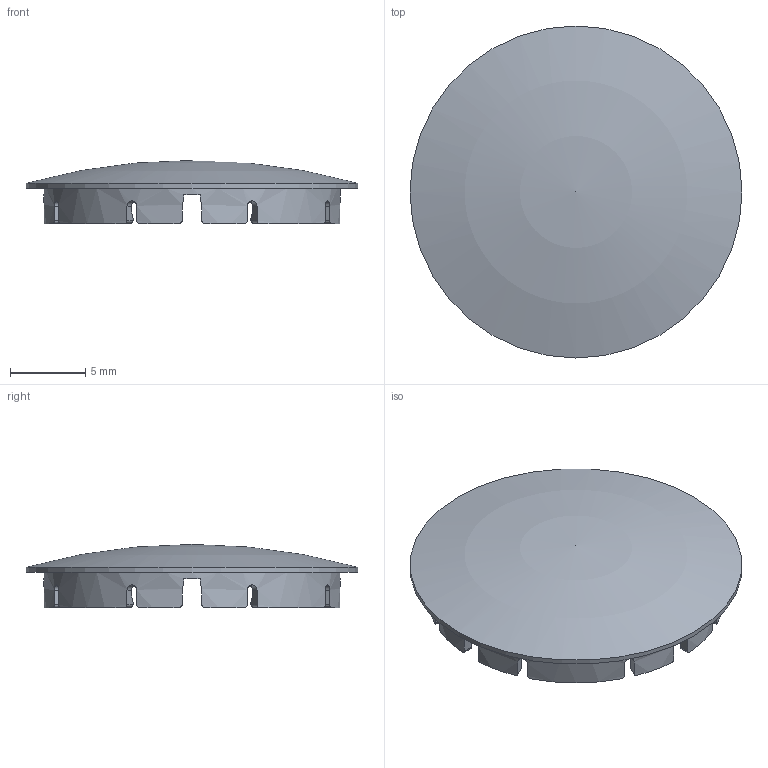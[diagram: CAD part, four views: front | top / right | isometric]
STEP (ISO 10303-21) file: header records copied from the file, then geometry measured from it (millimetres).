
FILE_DESCRIPTION(/* description */ (''),/* implementation_level */ '2;1');
FILE_NAME(/* name */ 'K22RRRT.stp',/* time_stamp */ '2024-01-16T15:37:24+01:00',/* author */ ('jspachtholz'),/* organization */ (''),/* preprocessor_version */ 'ST-DEVELOPER v19.2',/* originating_system */ 'Autodesk Inventor 2023',/* authorisation */ '');
FILE_SCHEMA (('AUTOMOTIVE_DESIGN { 1 0 10303 214 3 1 1 }','AP242_MANAGED_MODEL_BASED_3D_ENGINEERING_MIM_LF { 1 0 10303 442 3 1 4 }'));
Length unit declared in the file: millimetre
Products named in the file (1): K22RRRT
Bounding box: 22.05 x 22.05 x 4.19 mm (x, y, z)
Volume: 384.8 mm3; surface area: 1076.9 mm2
Topology: 1 solids, 1 shells, 100 faces, 291 edges, 194 vertices
Faces by surface type: plane 47, cylinder 47, torus 4, sphere 2
Full cylindrical faces by diameter (mm): 17.1 x1, 19.7 x1, 22.05 x1
Entity records: 4234 total; most frequent: CARTESIAN_POINT 1656, ORIENTED_EDGE 578, DIRECTION 465, EDGE_CURVE 289, VERTEX_POINT 194, LINE 155, VECTOR 155, AXIS2_PLACEMENT_3D 155
